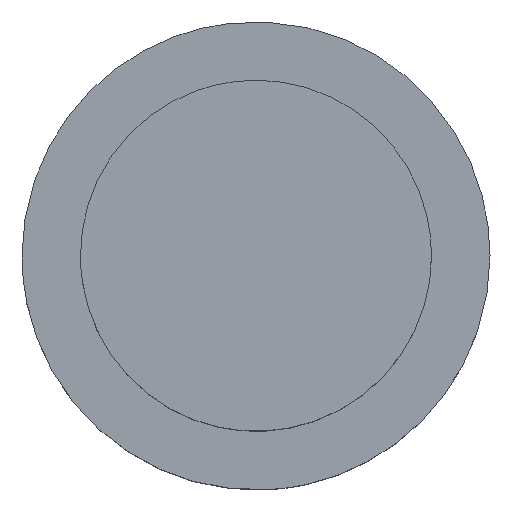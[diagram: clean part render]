
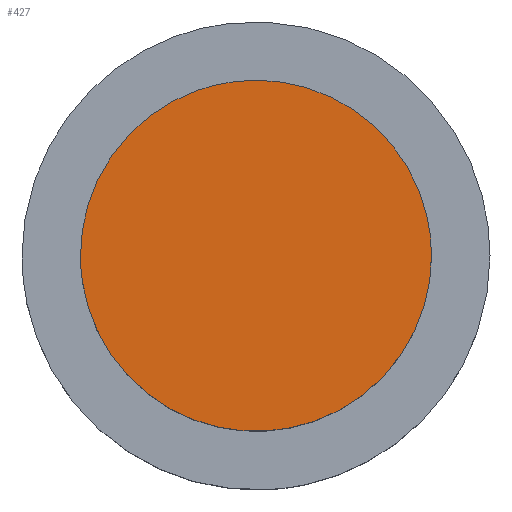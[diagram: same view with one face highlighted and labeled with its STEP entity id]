
A CAD part, top view. The second image highlights one B-rep face of the part: STEP entity #427.
In plain terms, the highlighted free-form (B-spline) face has degree [1, 1] with [2, 2] control points.
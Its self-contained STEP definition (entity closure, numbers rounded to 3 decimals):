
#66=CARTESIAN_POINT('',(-0.708,5.958,13.0));
#67=VERTEX_POINT('',#66);
#68=CARTESIAN_POINT('',(6.0,0.0,13.0));
#69=VERTEX_POINT('',#68);
#70=CARTESIAN_POINT('',(-0.708,5.958,13.));
#71=CARTESIAN_POINT('',(-0.355,6.0,13.));
#72=CARTESIAN_POINT('',(0.0,6.0,13.0));
#73=CARTESIAN_POINT('',(6.0,6.0,13.));
#74=CARTESIAN_POINT('',(6.0,0.0,13.0));
#82=(BOUNDED_CURVE()B_SPLINE_CURVE(2,(#70,#71,#72,#73,#74),.UNSPECIFIED.,.F.,.U.)B_SPLINE_CURVE_WITH_KNOTS((3,2,3),(0.23,0.25,0.5),.UNSPECIFIED.)CURVE()GEOMETRIC_REPRESENTATION_ITEM()RATIONAL_B_SPLINE_CURVE((0.956,0.976,1.0,0.707,1.0))REPRESENTATION_ITEM(''));
#83=EDGE_CURVE('',#67,#69,#82,.T.);
#85=CARTESIAN_POINT('',(0.366,-5.989,13.));
#86=VERTEX_POINT('',#85);
#87=CARTESIAN_POINT('',(6.0,0.0,13.0));
#88=CARTESIAN_POINT('',(6.0,-5.644,13.0));
#89=CARTESIAN_POINT('',(0.366,-5.989,13.));
#97=(BOUNDED_CURVE()B_SPLINE_CURVE(2,(#87,#88,#89),.UNSPECIFIED.,.F.,.U.)B_SPLINE_CURVE_WITH_KNOTS((3,3),(0.5,0.739),.UNSPECIFIED.)CURVE()GEOMETRIC_REPRESENTATION_ITEM()RATIONAL_B_SPLINE_CURVE((1.0,0.72,0.976))REPRESENTATION_ITEM(''));
#98=EDGE_CURVE('',#69,#86,#97,.T.);
#165=CARTESIAN_POINT('',(-6.0,0.0,13.0));
#166=VERTEX_POINT('',#165);
#167=CARTESIAN_POINT('',(-6.0,0.0,13.0));
#168=CARTESIAN_POINT('',(-6.,5.329,13.));
#169=CARTESIAN_POINT('',(-0.708,5.958,13.));
#177=(BOUNDED_CURVE()B_SPLINE_CURVE(2,(#167,#168,#169),.UNSPECIFIED.,.F.,.U.)B_SPLINE_CURVE_WITH_KNOTS((3,3),(0.0,0.23),.UNSPECIFIED.)CURVE()GEOMETRIC_REPRESENTATION_ITEM()RATIONAL_B_SPLINE_CURVE((1.0,0.731,0.956))REPRESENTATION_ITEM(''));
#178=EDGE_CURVE('',#166,#67,#177,.T.);
#212=CARTESIAN_POINT('',(0.366,-5.989,13.));
#213=CARTESIAN_POINT('',(0.183,-6.0,13.));
#214=CARTESIAN_POINT('',(0.0,-6.0,13.0));
#215=CARTESIAN_POINT('',(-6.0,-6.0,13.));
#216=CARTESIAN_POINT('',(-6.0,0.0,13.0));
#224=(BOUNDED_CURVE()B_SPLINE_CURVE(2,(#212,#213,#214,#215,#216),.UNSPECIFIED.,.F.,.U.)B_SPLINE_CURVE_WITH_KNOTS((3,2,3),(0.739,0.75,1.0),.UNSPECIFIED.)CURVE()GEOMETRIC_REPRESENTATION_ITEM()RATIONAL_B_SPLINE_CURVE((0.976,0.988,1.0,0.707,1.0))REPRESENTATION_ITEM(''));
#225=EDGE_CURVE('',#86,#166,#224,.T.);
#416=CARTESIAN_POINT('',(-6.599,-6.599,13.0));
#417=CARTESIAN_POINT('',(6.599,-6.599,13.0));
#418=CARTESIAN_POINT('',(-6.599,6.599,13.0));
#419=CARTESIAN_POINT('',(6.599,6.599,13.0));
#420=B_SPLINE_SURFACE_WITH_KNOTS('',1,1,((#416,#418),(#417,#419)),.UNSPECIFIED.,.F.,.F.,.U.,(2,2),(2,2),(0.0,13.199),(0.0,13.199),.UNSPECIFIED.);
#421=ORIENTED_EDGE('',*,*,#225,.F.);
#422=ORIENTED_EDGE('',*,*,#98,.F.);
#423=ORIENTED_EDGE('',*,*,#83,.F.);
#424=ORIENTED_EDGE('',*,*,#178,.F.);
#425=EDGE_LOOP('',(#421,#422,#423,#424));
#426=FACE_OUTER_BOUND('',#425,.T.);
#427=ADVANCED_FACE('',(#426),#420,.T.);
